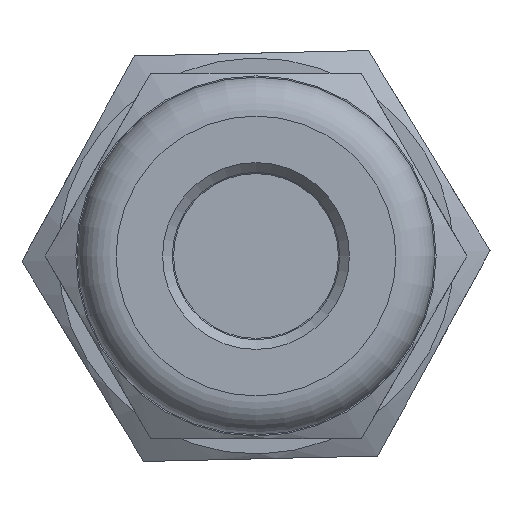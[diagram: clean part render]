
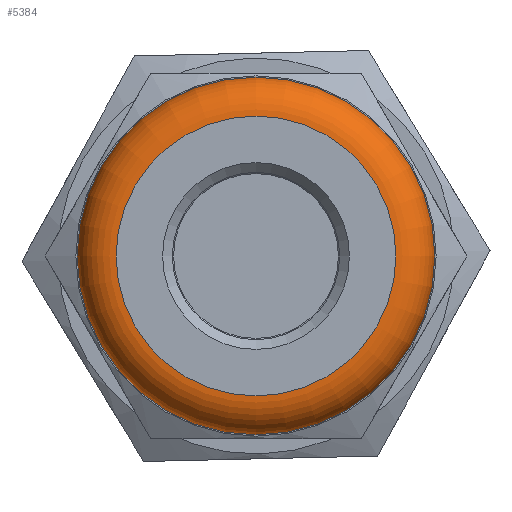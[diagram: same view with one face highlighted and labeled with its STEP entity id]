
A CAD part, left-side view. The second image highlights one B-rep face of the part: STEP entity #5384.
In plain terms, the highlighted toroidal (fillet/blend) face has major radius 5.476 mm and minor radius 1.524 mm.
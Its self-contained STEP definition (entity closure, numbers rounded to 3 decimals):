
#5357=CARTESIAN_POINT('',(-7.772,0.,0.));
#5358=DIRECTION('',(1.0,0.,0.));
#5359=DIRECTION('',(0.0,0.0,-1.0));
#5360=AXIS2_PLACEMENT_3D('',#5357,#5358,#5359);
#5361=TOROIDAL_SURFACE('',#5360,5.476,1.524);
#5362=CARTESIAN_POINT('',(-7.772,7.,0.));
#5363=VERTEX_POINT('',#5362);
#5364=CARTESIAN_POINT('',(-7.772,0.,0.));
#5365=DIRECTION('',(1.0,0.0,0.0));
#5366=DIRECTION('',(0.0,1.0,0.0));
#5367=AXIS2_PLACEMENT_3D('',#5364,#5365,#5366);
#5368=CIRCLE('',#5367,7.);
#5369=EDGE_CURVE('',#5363,#5363,#5368,.T.);
#5370=ORIENTED_EDGE('',*,*,#5369,.F.);
#5371=EDGE_LOOP('',(#5370));
#5372=FACE_OUTER_BOUND('',#5371,.T.);
#5373=CARTESIAN_POINT('',(-9.296,5.476,0.));
#5374=VERTEX_POINT('',#5373);
#5375=CARTESIAN_POINT('',(-9.296,0.,0.));
#5376=DIRECTION('',(1.0,0.0,0.0));
#5377=DIRECTION('',(0.0,-1.0,0.0));
#5378=AXIS2_PLACEMENT_3D('',#5375,#5376,#5377);
#5379=CIRCLE('',#5378,5.476);
#5380=EDGE_CURVE('',#5374,#5374,#5379,.T.);
#5381=ORIENTED_EDGE('',*,*,#5380,.T.);
#5382=EDGE_LOOP('',(#5381));
#5383=FACE_BOUND('',#5382,.T.);
#5384=ADVANCED_FACE('',(#5372,#5383),#5361,.T.);
